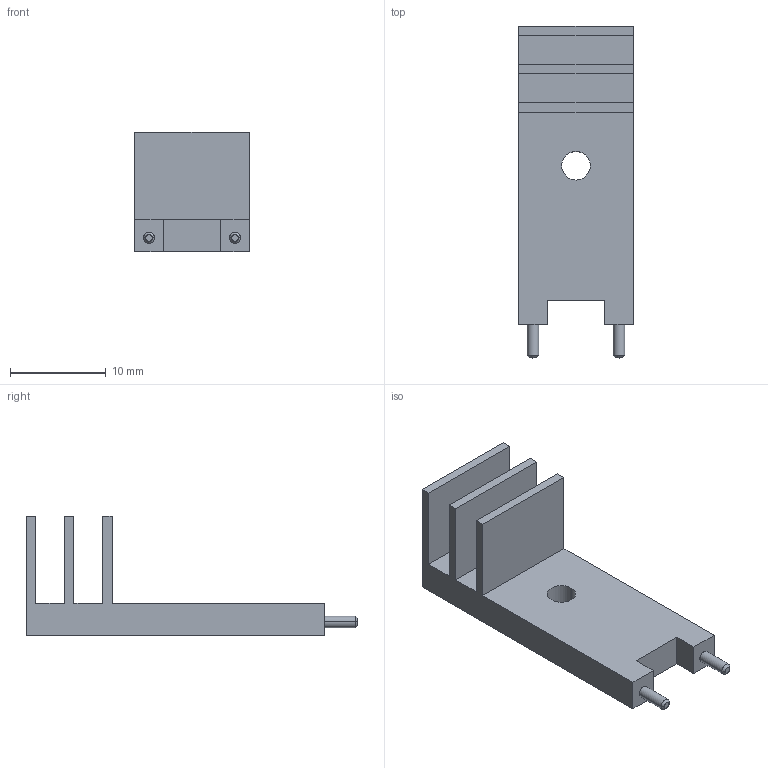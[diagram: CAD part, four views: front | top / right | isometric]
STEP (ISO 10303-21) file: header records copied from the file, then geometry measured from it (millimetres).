
FILE_DESCRIPTION (( 'STEP AP214' ), '1' );
FILE_NAME ('CSM221-12AE.STEP', '2023-07-13T15:49:43', ( '' ), ( '' ), 'SwSTEP 2.0', 'SolidWorks 2022', '' );
FILE_SCHEMA (( 'AUTOMOTIVE_DESIGN' ));
Length unit declared in the file: millimetre
Products named in the file (1): CSM221-12AE
Bounding box: 12 x 34.7 x 12.5 mm (x, y, z)
Volume: 1533.2 mm3; surface area: 1782.4 mm2
Topology: 1 solids, 1 shells, 34 faces, 86 edges, 56 vertices
Faces by surface type: plane 22, cone 6, cylinder 6
Entity records: 1056 total; most frequent: CARTESIAN_POINT 177, DIRECTION 176, ORIENTED_EDGE 172, EDGE_CURVE 86, LINE 66, VECTOR 66, VERTEX_POINT 56, AXIS2_PLACEMENT_3D 55
